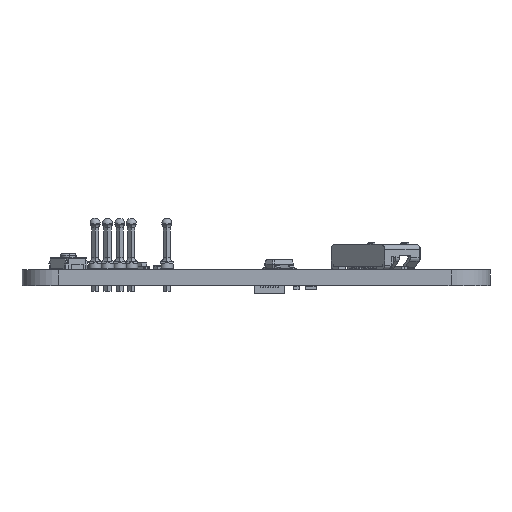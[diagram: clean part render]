
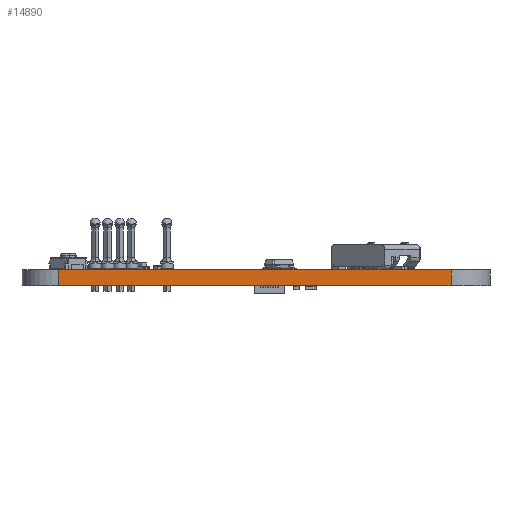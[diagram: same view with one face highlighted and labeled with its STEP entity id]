
A CAD part, left-side view. The second image highlights one B-rep face of the part: STEP entity #14890.
In plain terms, the highlighted planar face has unit normal (-1, 0, 0).
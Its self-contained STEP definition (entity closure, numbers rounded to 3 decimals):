
#478=PLANE('',#15928);
#1076=FACE_OUTER_BOUND('',#1877,.T.);
#1877=EDGE_LOOP('',(#10254,#10255,#10256,#10257));
#2817=LINE('',#21642,#4448);
#2818=LINE('',#21645,#4449);
#2819=LINE('',#21647,#4450);
#2820=LINE('',#21648,#4451);
#4448=VECTOR('',#17471,10.);
#4449=VECTOR('',#17474,10.);
#4450=VECTOR('',#17475,10.);
#4451=VECTOR('',#17476,10.);
#6554=VERTEX_POINT('',#21638);
#6555=VERTEX_POINT('',#21640);
#6556=VERTEX_POINT('',#21644);
#6557=VERTEX_POINT('',#21646);
#8030=EDGE_CURVE('',#6554,#6555,#2817,.T.);
#8031=EDGE_CURVE('',#6554,#6556,#2818,.T.);
#8032=EDGE_CURVE('',#6557,#6555,#2819,.T.);
#8033=EDGE_CURVE('',#6556,#6557,#2820,.T.);
#10254=ORIENTED_EDGE('',*,*,#8031,.F.);
#10255=ORIENTED_EDGE('',*,*,#8030,.T.);
#10256=ORIENTED_EDGE('',*,*,#8032,.F.);
#10257=ORIENTED_EDGE('',*,*,#8033,.F.);
#14890=ADVANCED_FACE('',(#1076),#478,.T.);
#15928=AXIS2_PLACEMENT_3D('',#21643,#17472,#17473);
#17471=DIRECTION('',(0.,0.,1.));
#17472=DIRECTION('center_axis',(-1.,0.,0.));
#17473=DIRECTION('ref_axis',(0.,-1.,0.));
#17474=DIRECTION('',(0.,1.,0.));
#17475=DIRECTION('',(0.,-1.,0.));
#17476=DIRECTION('',(0.,0.,1.));
#21638=CARTESIAN_POINT('',(0.,4.,0.));
#21640=CARTESIAN_POINT('',(0.,4.,1.57));
#21642=CARTESIAN_POINT('',(0.,4.,0.));
#21643=CARTESIAN_POINT('Origin',(0.,43.,0.));
#21644=CARTESIAN_POINT('',(0.,43.,0.));
#21645=CARTESIAN_POINT('',(0.,4.,0.));
#21646=CARTESIAN_POINT('',(0.,43.,1.57));
#21647=CARTESIAN_POINT('',(0.,4.,1.57));
#21648=CARTESIAN_POINT('',(0.,43.,0.));
